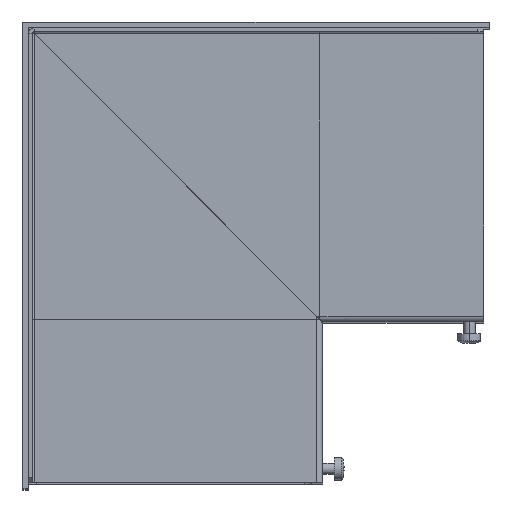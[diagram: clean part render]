
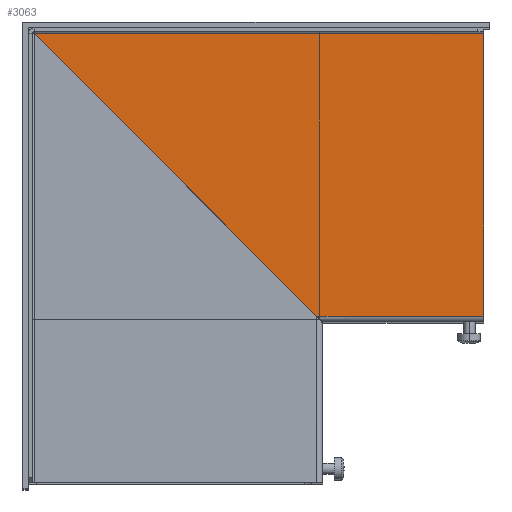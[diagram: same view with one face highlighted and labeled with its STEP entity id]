
A CAD part, top view. The second image highlights one B-rep face of the part: STEP entity #3063.
In plain terms, the highlighted planar face has unit normal (0, 0, 1).
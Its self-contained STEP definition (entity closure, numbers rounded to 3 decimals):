
#181 = DIRECTION ( 'NONE',  ( 0., 1., 0. ) ) ;
#369 = CARTESIAN_POINT ( 'NONE',  ( 160., -101.4, -28.6 ) ) ;
#492 = VECTOR ( 'NONE', #5986, 1000. ) ;
#557 = VERTEX_POINT ( 'NONE', #4585 ) ;
#701 = LINE ( 'NONE', #3427, #6836 ) ;
#883 = VECTOR ( 'NONE', #181, 1000. ) ;
#915 = VERTEX_POINT ( 'NONE', #5333 ) ;
#1214 = ORIENTED_EDGE ( 'NONE', *, *, #1306, .F. ) ;
#1306 = EDGE_CURVE ( 'NONE', #557, #4787, #701, .T. ) ;
#1443 = EDGE_LOOP ( 'NONE', ( #2435, #1214, #5497, #2535 ) ) ;
#1783 = DIRECTION ( 'NONE',  ( 0.707, -0.707, 0. ) ) ;
#1823 = VERTEX_POINT ( 'NONE', #2085 ) ;
#1962 = CARTESIAN_POINT ( 'NONE',  ( 160., -2., -28.6 ) ) ;
#2085 = CARTESIAN_POINT ( 'NONE',  ( 2.035, -2., -28.6 ) ) ;
#2382 = LINE ( 'NONE', #6004, #883 ) ;
#2435 = ORIENTED_EDGE ( 'NONE', *, *, #4627, .T. ) ;
#2535 = ORIENTED_EDGE ( 'NONE', *, *, #6567, .T. ) ;
#2669 = PLANE ( 'NONE',  #4830 ) ;
#3063 = ADVANCED_FACE ( 'NONE', ( #4918 ), #2669, .T. ) ;
#3205 = VECTOR ( 'NONE', #1783, 1000. ) ;
#3240 = DIRECTION ( 'NONE',  ( 1., 0., 0. ) ) ;
#3427 = CARTESIAN_POINT ( 'NONE',  ( 160., -101.4, -28.6 ) ) ;
#4585 = CARTESIAN_POINT ( 'NONE',  ( 160., -101.4, -28.6 ) ) ;
#4627 = EDGE_CURVE ( 'NONE', #1823, #4787, #5106, .T. ) ;
#4787 = VERTEX_POINT ( 'NONE', #5361 ) ;
#4830 = AXIS2_PLACEMENT_3D ( 'NONE', #369, #6712, #3240 ) ;
#4908 = LINE ( 'NONE', #1962, #492 ) ;
#4918 = FACE_OUTER_BOUND ( 'NONE', #1443, .T. ) ;
#5106 = LINE ( 'NONE', #6395, #3205 ) ;
#5333 = CARTESIAN_POINT ( 'NONE',  ( 160., -2., -28.6 ) ) ;
#5361 = CARTESIAN_POINT ( 'NONE',  ( 101.435, -101.4, -28.6 ) ) ;
#5460 = EDGE_CURVE ( 'NONE', #557, #915, #2382, .T. ) ;
#5497 = ORIENTED_EDGE ( 'NONE', *, *, #5460, .T. ) ;
#5986 = DIRECTION ( 'NONE',  ( -1., 0., 0. ) ) ;
#6004 = CARTESIAN_POINT ( 'NONE',  ( 160., -101.4, -28.6 ) ) ;
#6395 = CARTESIAN_POINT ( 'NONE',  ( 130.718, -130.682, -28.6 ) ) ;
#6567 = EDGE_CURVE ( 'NONE', #915, #1823, #4908, .T. ) ;
#6712 = DIRECTION ( 'NONE',  ( 0., 0., 1. ) ) ;
#6836 = VECTOR ( 'NONE', #7486, 1000. ) ;
#7486 = DIRECTION ( 'NONE',  ( -1., 0., 0. ) ) ;
